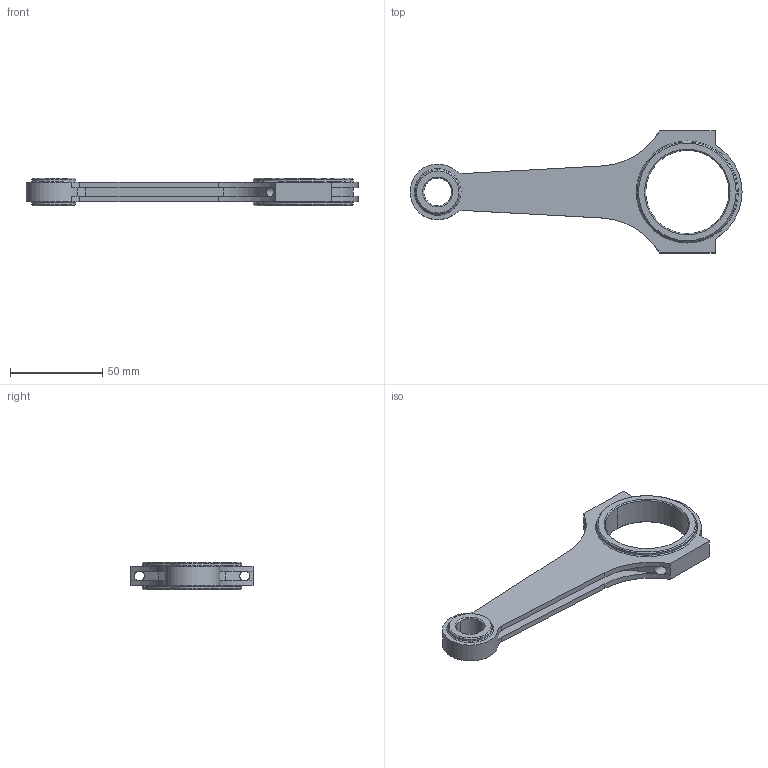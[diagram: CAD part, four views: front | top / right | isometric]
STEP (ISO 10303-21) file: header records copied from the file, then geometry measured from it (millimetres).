
FILE_DESCRIPTION (( 'STEP AP214' ), '1' );
FILE_NAME ('Connecting Rod.STEP', '2023-09-14T14:32:03', ( '' ), ( '' ), 'SwSTEP 2.0', 'SolidWorks 2020', '' );
FILE_SCHEMA (( 'AUTOMOTIVE_DESIGN' ));
Length unit declared in the file: millimetre
Products named in the file (1): Connecting Rod
Bounding box: 179.58 x 66 x 15 mm (x, y, z)
Volume: 44244 mm3; surface area: 20680 mm2
Topology: 1 solids, 1 shells, 72 faces, 190 edges, 122 vertices
Faces by surface type: cylinder 34, plane 26, cone 12
Full cylindrical faces by diameter (mm): 5.4 x2, 24 x2, 54 x2
Entity records: 2351 total; most frequent: CARTESIAN_POINT 544, DIRECTION 392, ORIENTED_EDGE 340, EDGE_CURVE 170, AXIS2_PLACEMENT_3D 159, VERTEX_POINT 120, EDGE_LOOP 100, CIRCLE 86
